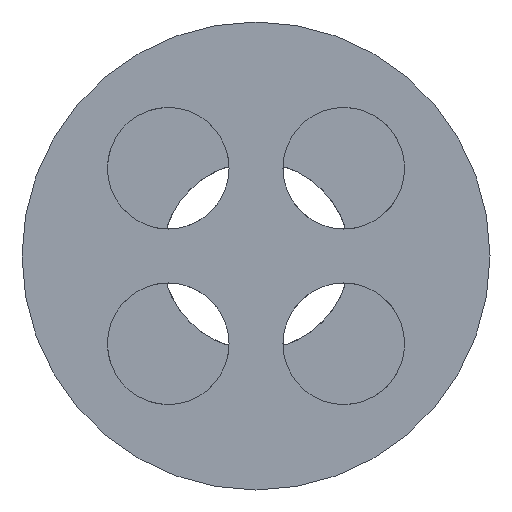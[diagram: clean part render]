
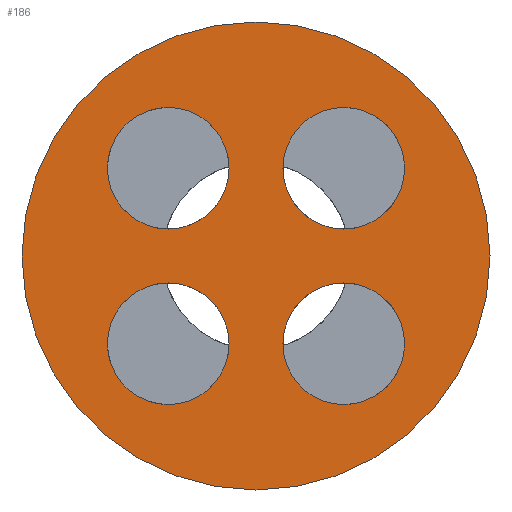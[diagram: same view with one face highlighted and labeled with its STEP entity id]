
A CAD part, front view. The second image highlights one B-rep face of the part: STEP entity #186.
In plain terms, the highlighted planar face has unit normal (0, -1, 0).
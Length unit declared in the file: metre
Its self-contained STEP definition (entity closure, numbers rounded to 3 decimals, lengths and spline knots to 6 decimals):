
#40=ORIENTED_EDGE('',*,*,#79,.F.);
#41=ORIENTED_EDGE('',*,*,#77,.F.);
#42=ORIENTED_EDGE('',*,*,#75,.F.);
#43=ORIENTED_EDGE('',*,*,#73,.F.);
#44=ORIENTED_EDGE('',*,*,#80,.T.);
#73=EDGE_CURVE('',#95,#95,#111,.T.);
#75=EDGE_CURVE('',#96,#96,#113,.T.);
#77=EDGE_CURVE('',#97,#97,#115,.T.);
#79=EDGE_CURVE('',#98,#98,#117,.T.);
#80=EDGE_CURVE('',#99,#99,#118,.T.);
#95=VERTEX_POINT('',#337);
#96=VERTEX_POINT('',#341);
#97=VERTEX_POINT('',#345);
#98=VERTEX_POINT('',#349);
#99=VERTEX_POINT('',#352);
#111=CIRCLE('',#217,0.0026);
#113=CIRCLE('',#220,0.0026);
#115=CIRCLE('',#223,0.0026);
#117=CIRCLE('',#226,0.0026);
#118=CIRCLE('',#228,0.01);
#136=EDGE_LOOP('',(#40));
#137=EDGE_LOOP('',(#41));
#138=EDGE_LOOP('',(#42));
#139=EDGE_LOOP('',(#43));
#140=EDGE_LOOP('',(#44));
#160=FACE_BOUND('',#136,.T.);
#161=FACE_BOUND('',#137,.T.);
#162=FACE_BOUND('',#138,.T.);
#163=FACE_BOUND('',#139,.T.);
#164=FACE_BOUND('',#140,.T.);
#174=PLANE('',#230);
#186=ADVANCED_FACE('',(#160,#161,#162,#163,#164),#174,.T.);
#217=AXIS2_PLACEMENT_3D('',#336,#266,#267);
#220=AXIS2_PLACEMENT_3D('',#340,#272,#273);
#223=AXIS2_PLACEMENT_3D('',#344,#278,#279);
#226=AXIS2_PLACEMENT_3D('',#348,#284,#285);
#228=AXIS2_PLACEMENT_3D('',#351,#288,#289);
#230=AXIS2_PLACEMENT_3D('',#355,#292,#293);
#266=DIRECTION('',(0.,-1.,0.));
#267=DIRECTION('',(1.,0.,0.));
#272=DIRECTION('',(0.,-1.,0.));
#273=DIRECTION('',(1.,0.,0.));
#278=DIRECTION('',(0.,-1.,0.));
#279=DIRECTION('',(1.,0.,0.));
#284=DIRECTION('',(0.,-1.,0.));
#285=DIRECTION('',(1.,0.,0.));
#288=DIRECTION('',(0.,-1.,0.));
#289=DIRECTION('',(1.,0.,0.));
#292=DIRECTION('',(0.,-1.,0.));
#293=DIRECTION('',(1.,0.,0.));
#336=CARTESIAN_POINT('',(0.00375,0.005,-0.00375));
#337=CARTESIAN_POINT('',(0.00635,0.005,-0.00375));
#340=CARTESIAN_POINT('',(0.00375,0.005,0.00375));
#341=CARTESIAN_POINT('',(0.00635,0.005,0.00375));
#344=CARTESIAN_POINT('',(-0.00375,0.005,0.00375));
#345=CARTESIAN_POINT('',(-0.00115,0.005,0.00375));
#348=CARTESIAN_POINT('',(-0.00375,0.005,-0.00375));
#349=CARTESIAN_POINT('',(-0.00115,0.005,-0.00375));
#351=CARTESIAN_POINT('',(0.,0.005,0.));
#352=CARTESIAN_POINT('',(0.01,0.005,0.));
#355=CARTESIAN_POINT('',(0.,0.005,0.));
